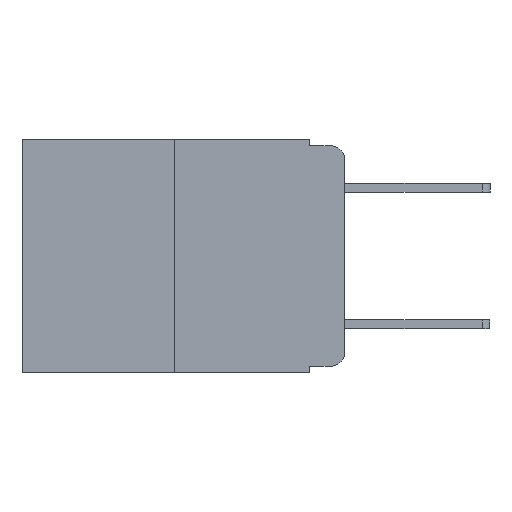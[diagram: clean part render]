
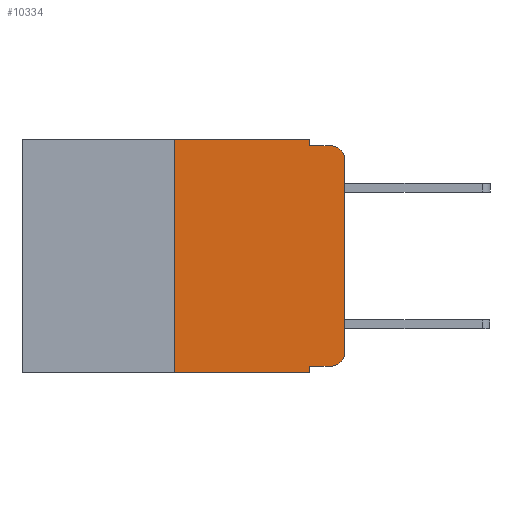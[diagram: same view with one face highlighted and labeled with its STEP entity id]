
A CAD part, left-side view. The second image highlights one B-rep face of the part: STEP entity #10334.
In plain terms, the highlighted planar face has unit normal (-1, 0, 0).
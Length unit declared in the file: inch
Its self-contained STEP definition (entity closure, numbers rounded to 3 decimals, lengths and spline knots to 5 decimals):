
#235 = EDGE_LOOP ( 'NONE', ( #1498, #14663, #3696, #4484, #12144, #8901, #4298, #1966, #3597, #5538 ) ) ;
#655 = LINE ( 'NONE', #10973, #13340 ) ;
#670 = VERTEX_POINT ( 'NONE', #13611 ) ;
#748 = CARTESIAN_POINT ( 'NONE',  ( 0., 0., -0.03 ) ) ;
#1056 = VECTOR ( 'NONE', #4772, 39.37008 ) ;
#1169 = CARTESIAN_POINT ( 'NONE',  ( 0., 0.051, -0.343 ) ) ;
#1307 = DIRECTION ( 'NONE',  ( 0., -1., 0. ) ) ;
#1309 = CIRCLE ( 'NONE', #1680, 0.02 ) ;
#1349 = VERTEX_POINT ( 'NONE', #15701 ) ;
#1388 = DIRECTION ( 'NONE',  ( 0., -1., 0. ) ) ;
#1469 = VERTEX_POINT ( 'NONE', #7157 ) ;
#1498 = ORIENTED_EDGE ( 'NONE', *, *, #1721, .T. ) ;
#1558 = VERTEX_POINT ( 'NONE', #9679 ) ;
#1680 = AXIS2_PLACEMENT_3D ( 'NONE', #10197, #11183, #8531 ) ;
#1721 = EDGE_CURVE ( 'NONE', #9388, #13942, #13570, .T. ) ;
#1966 = ORIENTED_EDGE ( 'NONE', *, *, #4798, .F. ) ;
#1967 = EDGE_CURVE ( 'NONE', #7829, #670, #5849, .T. ) ;
#2023 = AXIS2_PLACEMENT_3D ( 'NONE', #14089, #6926, #15328 ) ;
#2122 = DIRECTION ( 'NONE',  ( 0., 0., 1. ) ) ;
#2173 = CARTESIAN_POINT ( 'NONE',  ( 0., 0.051, 0. ) ) ;
#2289 = DIRECTION ( 'NONE',  ( 0., 0., -1. ) ) ;
#2411 = EDGE_CURVE ( 'NONE', #13942, #1558, #1309, .T. ) ;
#3016 = EDGE_CURVE ( 'NONE', #1469, #10317, #13195, .T. ) ;
#3084 = VECTOR ( 'NONE', #14163, 39.37008 ) ;
#3597 = ORIENTED_EDGE ( 'NONE', *, *, #4949, .T. ) ;
#3636 = CIRCLE ( 'NONE', #2023, 0.02 ) ;
#3696 = ORIENTED_EDGE ( 'NONE', *, *, #4670, .F. ) ;
#3791 = PLANE ( 'NONE',  #10337 ) ;
#3904 = FACE_OUTER_BOUND ( 'NONE', #235, .T. ) ;
#4298 = ORIENTED_EDGE ( 'NONE', *, *, #3016, .T. ) ;
#4484 = ORIENTED_EDGE ( 'NONE', *, *, #4748, .F. ) ;
#4670 = EDGE_CURVE ( 'NONE', #8613, #1558, #15189, .T. ) ;
#4748 = EDGE_CURVE ( 'NONE', #670, #8613, #11382, .T. ) ;
#4772 = DIRECTION ( 'NONE',  ( 0., 0., 1. ) ) ;
#4774 = EDGE_CURVE ( 'NONE', #1469, #7829, #13672, .T. ) ;
#4798 = EDGE_CURVE ( 'NONE', #11877, #10317, #655, .T. ) ;
#4949 = EDGE_CURVE ( 'NONE', #11877, #1349, #8230, .T. ) ;
#5048 = VECTOR ( 'NONE', #1307, 39.37008 ) ;
#5353 = EDGE_CURVE ( 'NONE', #1349, #9388, #3636, .T. ) ;
#5514 = CARTESIAN_POINT ( 'NONE',  ( 0., 0., 0. ) ) ;
#5538 = ORIENTED_EDGE ( 'NONE', *, *, #5353, .T. ) ;
#5849 = LINE ( 'NONE', #14408, #7920 ) ;
#6070 = VECTOR ( 'NONE', #2122, 39.37008 ) ;
#6245 = CARTESIAN_POINT ( 'NONE',  ( 0., 0.473, -0.343 ) ) ;
#6293 = CARTESIAN_POINT ( 'NONE',  ( 0., 0.473, 0. ) ) ;
#6926 = DIRECTION ( 'NONE',  ( -1., 0., 0. ) ) ;
#7157 = CARTESIAN_POINT ( 'NONE',  ( 0., 0.25, -0.343 ) ) ;
#7473 = DIRECTION ( 'NONE',  ( 0., 0., -1. ) ) ;
#7662 = VECTOR ( 'NONE', #9572, 39.37008 ) ;
#7829 = VERTEX_POINT ( 'NONE', #14673 ) ;
#7920 = VECTOR ( 'NONE', #1388, 39.37008 ) ;
#8230 = LINE ( 'NONE', #13502, #5048 ) ;
#8531 = DIRECTION ( 'NONE',  ( 0., 0., -1. ) ) ;
#8613 = VERTEX_POINT ( 'NONE', #10685 ) ;
#8901 = ORIENTED_EDGE ( 'NONE', *, *, #4774, .F. ) ;
#9388 = VERTEX_POINT ( 'NONE', #14056 ) ;
#9456 = CARTESIAN_POINT ( 'NONE',  ( 0., 0.051, -0.333 ) ) ;
#9572 = DIRECTION ( 'NONE',  ( 0., 0., -1. ) ) ;
#9679 = CARTESIAN_POINT ( 'NONE',  ( 0., 0.02, -0.01 ) ) ;
#10197 = CARTESIAN_POINT ( 'NONE',  ( 0., 0.02, -0.03 ) ) ;
#10317 = VERTEX_POINT ( 'NONE', #1169 ) ;
#10334 = ADVANCED_FACE ( 'NONE', ( #3904 ), #3791, .F. ) ;
#10337 = AXIS2_PLACEMENT_3D ( 'NONE', #6293, #14682, #7473 ) ;
#10685 = CARTESIAN_POINT ( 'NONE',  ( 0., 0.051, -0.01 ) ) ;
#10918 = CARTESIAN_POINT ( 'NONE',  ( 0., 0.25, 0. ) ) ;
#10973 = CARTESIAN_POINT ( 'NONE',  ( 0., 0.051, 0. ) ) ;
#11183 = DIRECTION ( 'NONE',  ( -1., 0., 0. ) ) ;
#11382 = LINE ( 'NONE', #2173, #7662 ) ;
#11852 = DIRECTION ( 'NONE',  ( 0., -1., 0. ) ) ;
#11877 = VERTEX_POINT ( 'NONE', #9456 ) ;
#12144 = ORIENTED_EDGE ( 'NONE', *, *, #1967, .F. ) ;
#12467 = VECTOR ( 'NONE', #11852, 39.37008 ) ;
#13036 = CARTESIAN_POINT ( 'NONE',  ( 0., 0.051, -0.01 ) ) ;
#13195 = LINE ( 'NONE', #6245, #12467 ) ;
#13340 = VECTOR ( 'NONE', #2289, 39.37008 ) ;
#13502 = CARTESIAN_POINT ( 'NONE',  ( 0., 0.051, -0.333 ) ) ;
#13570 = LINE ( 'NONE', #5514, #6070 ) ;
#13611 = CARTESIAN_POINT ( 'NONE',  ( 0., 0.051, 0. ) ) ;
#13672 = LINE ( 'NONE', #10918, #1056 ) ;
#13942 = VERTEX_POINT ( 'NONE', #748 ) ;
#14056 = CARTESIAN_POINT ( 'NONE',  ( 0., 0., -0.313 ) ) ;
#14089 = CARTESIAN_POINT ( 'NONE',  ( 0., 0.02, -0.313 ) ) ;
#14163 = DIRECTION ( 'NONE',  ( 0., -1., 0. ) ) ;
#14408 = CARTESIAN_POINT ( 'NONE',  ( 0., 0.473, 0. ) ) ;
#14663 = ORIENTED_EDGE ( 'NONE', *, *, #2411, .T. ) ;
#14673 = CARTESIAN_POINT ( 'NONE',  ( 0., 0.25, 0. ) ) ;
#14682 = DIRECTION ( 'NONE',  ( 1., 0., 0. ) ) ;
#15189 = LINE ( 'NONE', #13036, #3084 ) ;
#15328 = DIRECTION ( 'NONE',  ( 0., 0., -1. ) ) ;
#15701 = CARTESIAN_POINT ( 'NONE',  ( 0., 0.02, -0.333 ) ) ;
